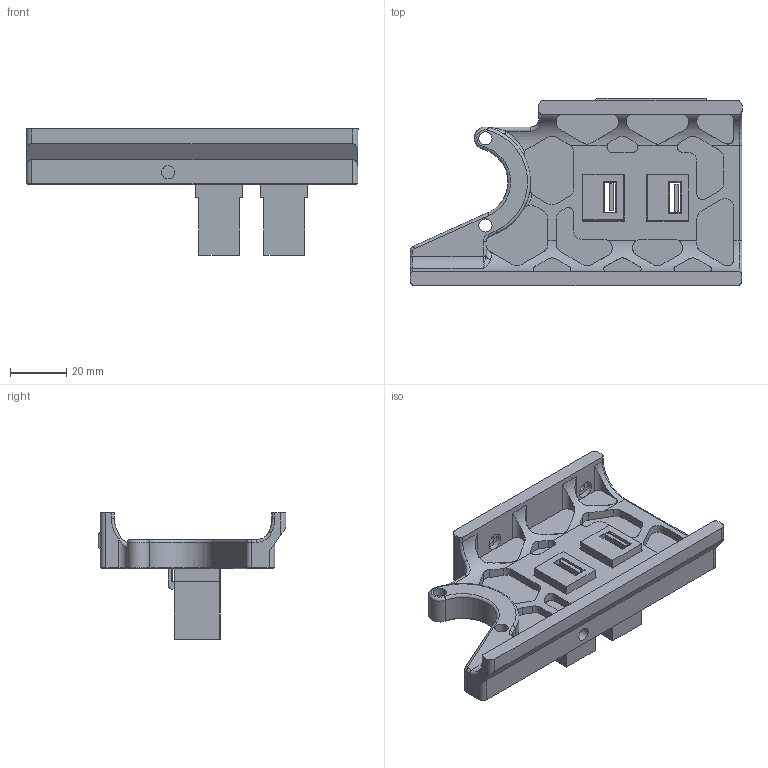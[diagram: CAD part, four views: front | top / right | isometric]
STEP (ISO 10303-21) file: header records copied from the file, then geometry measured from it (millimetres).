
FILE_DESCRIPTION(/* description */ (''),/* implementation_level */ '2;1');
FILE_NAME(/* name */ 'Keystone_Skirt modificata per keystone lan e usb.step',/* time_stamp */ '2023-12-13T22:03:51+01:00',/* author */ (''),/* organization */ (''),/* preprocessor_version */ 'ST-DEVELOPER v20',/* originating_system */ 'Autodesk Translation Framework v12.14.0.127',/* authorisation */ '');
FILE_SCHEMA (('AUTOMOTIVE_DESIGN { 1 0 10303 214 3 1 1 }'));
Length unit declared in the file: millimetre
Products named in the file (3): Keystone_Skirt modificata per keystone lan e usb; usb keystone; keystone_skirt (1)
Assembly tree (3 placements, depth 2):
  Keystone_Skirt modificata per keystone lan e usb
    usb keystone  x2
    keystone_skirt (1)
Bounding box: 118 x 66.8 x 45 mm (x, y, z)
Volume: 60055.9 mm3; surface area: 31855.6 mm2
Topology: 7 solids, 7 shells, 342 faces, 928 edges, 604 vertices
Faces by surface type: plane 220, cylinder 94, torus 11, cone 10, bspline 7
Full cylindrical faces by diameter (mm): 3.2 x2, 4.7 x3, 6 x2
Entity records: 10038 total; most frequent: CARTESIAN_POINT 2381, ORIENTED_EDGE 1612, DIRECTION 1543, EDGE_CURVE 806, LINE 529, VECTOR 529, VERTEX_POINT 524, AXIS2_PLACEMENT_3D 507
